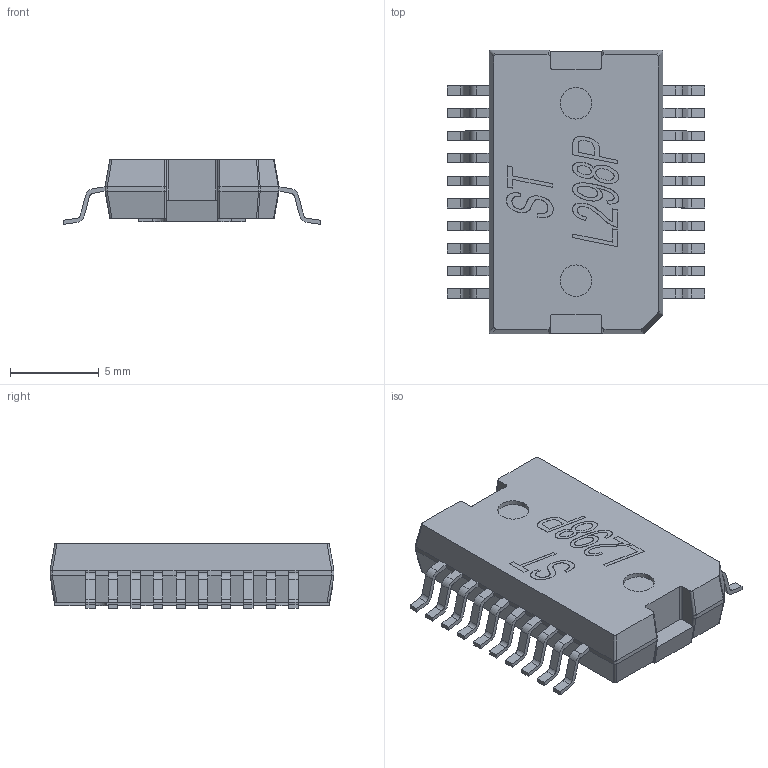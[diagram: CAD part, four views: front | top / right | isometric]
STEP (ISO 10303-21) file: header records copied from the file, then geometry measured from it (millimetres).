
FILE_DESCRIPTION (( 'STEP AP203' ), '1' );
FILE_NAME ('L298P_Default_sldprt.STEP', '2024-05-06T01:20:27', ( '' ), ( '' ), 'SwSTEP 2.0', 'SolidWorks 2021', '' );
FILE_SCHEMA (( 'CONFIG_CONTROL_DESIGN' ));
Length unit declared in the file: millimetre
Products named in the file (1): L298P_Default_sldprt
Bounding box: 14.5 x 16 x 3.65 mm (x, y, z)
Volume: 503.7 mm3; surface area: 792.4 mm2
Topology: 2 solids, 2 shells, 430 faces, 1151 edges, 738 vertices
Faces by surface type: plane 289, cylinder 123, bspline 18
Entity records: 14090 total; most frequent: CARTESIAN_POINT 3426, ORIENTED_EDGE 2302, DIRECTION 2077, EDGE_CURVE 1151, VECTOR 867, LINE 867, VERTEX_POINT 738, AXIS2_PLACEMENT_3D 605
